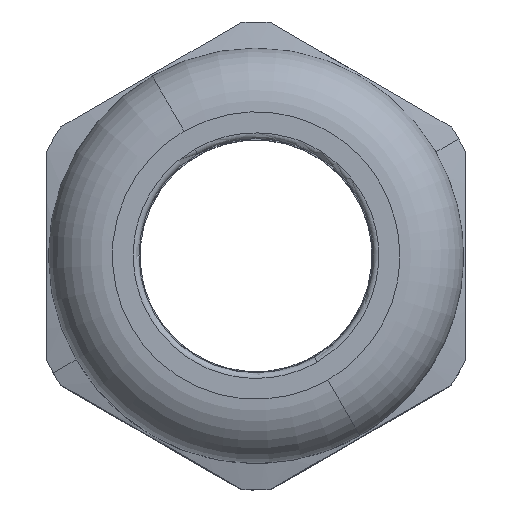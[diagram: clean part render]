
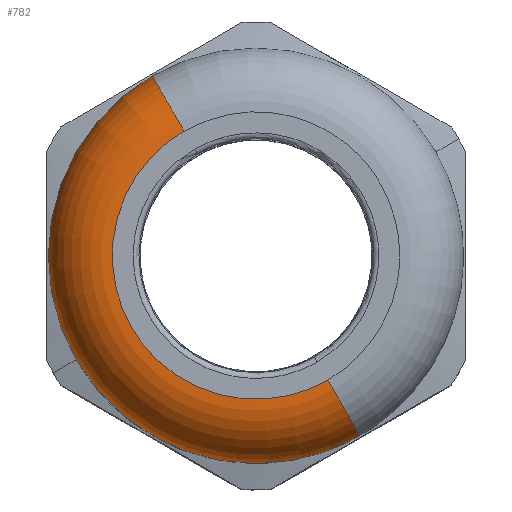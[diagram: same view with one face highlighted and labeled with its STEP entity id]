
A CAD part, top view. The second image highlights one B-rep face of the part: STEP entity #782.
In plain terms, the highlighted toroidal (fillet/blend) face has major radius 7.55 mm and minor radius 3.36 mm.
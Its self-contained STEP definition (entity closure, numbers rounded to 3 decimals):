
#700=AXIS2_PLACEMENT_3D('Torus Axis2P3D',#697,#698,#699) ;
#704=AXIS2_PLACEMENT_3D('Circle Axis2P3D',#702,#703,$) ;
#757=AXIS2_PLACEMENT_3D('Circle Axis2P3D',#755,#756,$) ;
#764=AXIS2_PLACEMENT_3D('Circle Axis2P3D',#762,#763,$) ;
#771=AXIS2_PLACEMENT_3D('Circle Axis2P3D',#769,#770,$) ;
#697=CARTESIAN_POINT('Axis2P3D Location',(11.,12.295,34.1)) ;
#702=CARTESIAN_POINT('Axis2P3D Location',(14.775,5.757,34.1)) ;
#706=CARTESIAN_POINT('Vertex',(14.775,5.757,37.46)) ;
#708=CARTESIAN_POINT('Vertex',(16.455,2.847,34.1)) ;
#712=CARTESIAN_POINT('Control Point',(14.775,5.757,37.46)) ;
#713=CARTESIAN_POINT('Control Point',(14.023,5.304,37.46)) ;
#714=CARTESIAN_POINT('Control Point',(13.158,4.971,37.46)) ;
#715=CARTESIAN_POINT('Control Point',(12.233,4.763,37.46)) ;
#716=CARTESIAN_POINT('Control Point',(11.089,4.678,37.46)) ;
#717=CARTESIAN_POINT('Control Point',(9.951,4.813,37.46)) ;
#718=CARTESIAN_POINT('Control Point',(9.751,4.843,37.46)) ;
#719=CARTESIAN_POINT('Control Point',(9.345,4.919,37.46)) ;
#720=CARTESIAN_POINT('Control Point',(8.945,5.024,37.46)) ;
#721=CARTESIAN_POINT('Control Point',(8.751,5.082,37.46)) ;
#722=CARTESIAN_POINT('Control Point',(8.318,5.226,37.46)) ;
#723=CARTESIAN_POINT('Control Point',(7.898,5.403,37.46)) ;
#724=CARTESIAN_POINT('Control Point',(7.643,5.525,37.46)) ;
#725=CARTESIAN_POINT('Control Point',(6.699,6.028,37.46)) ;
#726=CARTESIAN_POINT('Control Point',(5.86,6.683,37.46)) ;
#727=CARTESIAN_POINT('Control Point',(5.298,7.248,37.46)) ;
#728=CARTESIAN_POINT('Control Point',(4.823,7.867,37.46)) ;
#729=CARTESIAN_POINT('Control Point',(4.462,8.52,37.46)) ;
#730=CARTESIAN_POINT('Vertex',(4.462,8.52,37.46)) ;
#734=CARTESIAN_POINT('Control Point',(4.462,8.52,37.46)) ;
#735=CARTESIAN_POINT('Control Point',(4.009,9.272,37.46)) ;
#736=CARTESIAN_POINT('Control Point',(3.676,10.137,37.46)) ;
#737=CARTESIAN_POINT('Control Point',(3.468,11.062,37.46)) ;
#738=CARTESIAN_POINT('Control Point',(3.383,12.206,37.46)) ;
#739=CARTESIAN_POINT('Control Point',(3.518,13.344,37.46)) ;
#740=CARTESIAN_POINT('Control Point',(3.548,13.544,37.46)) ;
#741=CARTESIAN_POINT('Control Point',(3.624,13.95,37.46)) ;
#742=CARTESIAN_POINT('Control Point',(3.729,14.35,37.46)) ;
#743=CARTESIAN_POINT('Control Point',(3.787,14.544,37.46)) ;
#744=CARTESIAN_POINT('Control Point',(3.931,14.977,37.46)) ;
#745=CARTESIAN_POINT('Control Point',(4.108,15.397,37.46)) ;
#746=CARTESIAN_POINT('Control Point',(4.23,15.652,37.46)) ;
#747=CARTESIAN_POINT('Control Point',(4.733,16.596,37.46)) ;
#748=CARTESIAN_POINT('Control Point',(5.388,17.435,37.46)) ;
#749=CARTESIAN_POINT('Control Point',(5.953,17.997,37.46)) ;
#750=CARTESIAN_POINT('Control Point',(6.572,18.472,37.46)) ;
#751=CARTESIAN_POINT('Control Point',(7.225,18.833,37.46)) ;
#752=CARTESIAN_POINT('Vertex',(7.225,18.833,37.46)) ;
#755=CARTESIAN_POINT('Axis2P3D Location',(7.225,18.833,34.1)) ;
#759=CARTESIAN_POINT('Vertex',(5.545,21.743,34.1)) ;
#762=CARTESIAN_POINT('Axis2P3D Location',(11.,12.295,34.1)) ;
#766=CARTESIAN_POINT('Vertex',(1.552,6.84,34.1)) ;
#769=CARTESIAN_POINT('Axis2P3D Location',(11.,12.295,34.1)) ;
#698=DIRECTION('Axis2P3D Direction',(0.,0.,-1.)) ;
#699=DIRECTION('Axis2P3D XDirection',(0.5,-0.866,0.)) ;
#703=DIRECTION('Axis2P3D Direction',(0.866,0.5,0.)) ;
#756=DIRECTION('Axis2P3D Direction',(-0.866,-0.5,0.)) ;
#763=DIRECTION('Axis2P3D Direction',(0.,0.,-1.)) ;
#770=DIRECTION('Axis2P3D Direction',(0.,0.,-1.)) ;
#775=ORIENTED_EDGE('',*,*,#710,.F.) ;
#776=ORIENTED_EDGE('',*,*,#732,.T.) ;
#777=ORIENTED_EDGE('',*,*,#754,.T.) ;
#778=ORIENTED_EDGE('',*,*,#761,.F.) ;
#779=ORIENTED_EDGE('',*,*,#768,.F.) ;
#780=ORIENTED_EDGE('',*,*,#773,.F.) ;
#782=ADVANCED_FACE('63077_VG_M20_OT\\Hauptk\X2\00F6\X0\rper',(#781),#701,.T.) ;
#711=B_SPLINE_CURVE_WITH_KNOTS('',5,(#712,#713,#714,#715,#716,#717,#718,#719,#720,#721,#722,#723,#724,#725,#726,#727,#728,#729),.UNSPECIFIED.,.F.,.U.,(6,3,3,3,3,6),(0.,6.667,8.01,9.354,11.189,16.859),.UNSPECIFIED.) ;
#733=B_SPLINE_CURVE_WITH_KNOTS('',5,(#734,#735,#736,#737,#738,#739,#740,#741,#742,#743,#744,#745,#746,#747,#748,#749,#750,#751),.UNSPECIFIED.,.F.,.U.,(6,3,3,3,3,6),(0.,6.667,8.01,9.354,11.189,16.859),.UNSPECIFIED.) ;
#705=CIRCLE('generated circle',#704,3.36) ;
#758=CIRCLE('generated circle',#757,3.36) ;
#765=CIRCLE('generated circle',#764,10.91) ;
#772=CIRCLE('generated circle',#771,10.91) ;
#701=TOROIDAL_SURFACE('homeo Torus',#700,7.55,3.36) ;
#710=EDGE_CURVE('',#707,#709,#705,.T.) ;
#732=EDGE_CURVE('',#707,#731,#711,.T.) ;
#754=EDGE_CURVE('',#731,#753,#733,.T.) ;
#761=EDGE_CURVE('',#760,#753,#758,.F.) ;
#768=EDGE_CURVE('',#767,#760,#765,.T.) ;
#773=EDGE_CURVE('',#709,#767,#772,.T.) ;
#774=EDGE_LOOP('',(#775,#776,#777,#778,#779,#780)) ;
#781=FACE_OUTER_BOUND('',#774,.T.) ;
#707=VERTEX_POINT('',#706) ;
#709=VERTEX_POINT('',#708) ;
#731=VERTEX_POINT('',#730) ;
#753=VERTEX_POINT('',#752) ;
#760=VERTEX_POINT('',#759) ;
#767=VERTEX_POINT('',#766) ;
